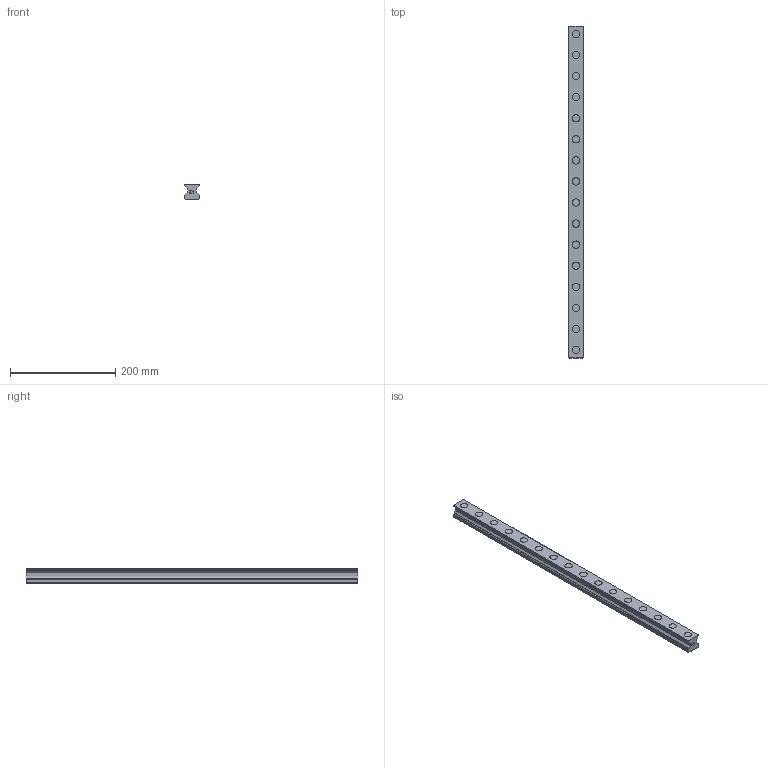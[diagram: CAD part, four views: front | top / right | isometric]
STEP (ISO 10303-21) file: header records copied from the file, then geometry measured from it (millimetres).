
FILE_DESCRIPTION(('STEP AP214'),'1');
FILE_NAME('cctmp_89D49390-1676-423F-8D9B-E297BCD7A4CE_2021_03_11_12_40_48_0603..stp','2021-03-11T11:40:48',('HIWIN GmbH'),('CADClick - www.CADClick.com'),'Spatial InterOp 3D',' ','unknown authorization');
FILE_SCHEMA(('AUTOMOTIVE_DESIGN'));
Length unit declared in the file: millimetre
Products named in the file (1): RGR30R630H_FILE
Bounding box: 28 x 630 x 28 mm (x, y, z)
Volume: 360864.1 mm3; surface area: 94730.3 mm2
Topology: 1 solids, 1 shells, 259 faces, 615 edges, 410 vertices
Faces by surface type: plane 145, cylinder 114
Entity records: 9633 total; most frequent: DIRECTION 1363, CARTESIAN_POINT 1285, ORIENTED_EDGE 1230, EDGE_CURVE 615, AXIS2_PLACEMENT_3D 488, VERTEX_POINT 410, LINE 387, VECTOR 387
